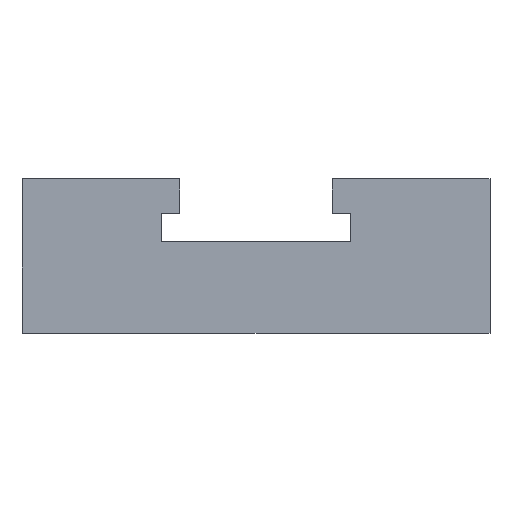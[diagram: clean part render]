
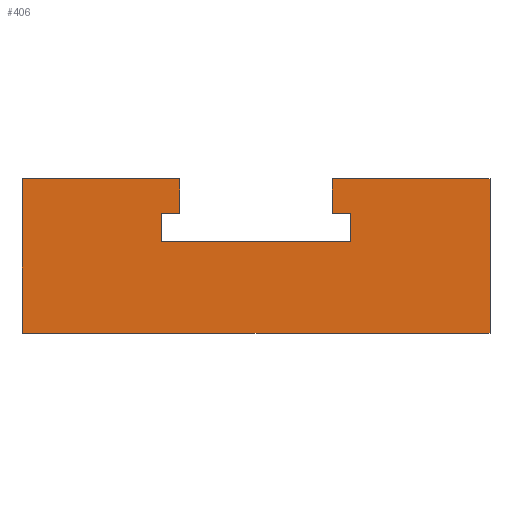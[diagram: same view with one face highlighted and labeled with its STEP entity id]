
A CAD part, top view. The second image highlights one B-rep face of the part: STEP entity #406.
In plain terms, the highlighted planar face has unit normal (0, 0, 1).
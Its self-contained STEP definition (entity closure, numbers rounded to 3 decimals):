
#324=AXIS2_PLACEMENT_3D('Plane Axis2P3D',#321,#322,#323) ;
#100=CARTESIAN_POINT('Vertex',(20.,6.6,2.08)) ;
#103=CARTESIAN_POINT('Line Origine',(20.,3.3,2.08)) ;
#107=CARTESIAN_POINT('Vertex',(20.,0.,2.08)) ;
#230=CARTESIAN_POINT('Vertex',(0.,0.,2.08)) ;
#233=CARTESIAN_POINT('Line Origine',(0.,3.3,2.08)) ;
#237=CARTESIAN_POINT('Vertex',(0.,6.6,2.08)) ;
#321=CARTESIAN_POINT('Axis2P3D Location',(10.,3.5,2.08)) ;
#326=CARTESIAN_POINT('Line Origine',(3.375,6.6,2.08)) ;
#330=CARTESIAN_POINT('Vertex',(6.75,6.6,2.08)) ;
#333=CARTESIAN_POINT('Line Origine',(10.,0.,2.08)) ;
#338=CARTESIAN_POINT('Line Origine',(16.625,6.6,2.08)) ;
#342=CARTESIAN_POINT('Vertex',(13.25,6.6,2.08)) ;
#345=CARTESIAN_POINT('Line Origine',(13.25,5.856,2.08)) ;
#349=CARTESIAN_POINT('Vertex',(13.25,5.113,2.08)) ;
#352=CARTESIAN_POINT('Line Origine',(13.65,5.113,2.08)) ;
#356=CARTESIAN_POINT('Vertex',(14.05,5.113,2.08)) ;
#359=CARTESIAN_POINT('Line Origine',(14.05,4.524,2.08)) ;
#363=CARTESIAN_POINT('Vertex',(14.05,3.935,2.08)) ;
#366=CARTESIAN_POINT('Line Origine',(10.,3.935,2.08)) ;
#370=CARTESIAN_POINT('Vertex',(5.95,3.935,2.08)) ;
#373=CARTESIAN_POINT('Line Origine',(5.95,4.524,2.08)) ;
#377=CARTESIAN_POINT('Vertex',(5.95,5.113,2.08)) ;
#380=CARTESIAN_POINT('Line Origine',(6.35,5.113,2.08)) ;
#384=CARTESIAN_POINT('Vertex',(6.75,5.113,2.08)) ;
#387=CARTESIAN_POINT('Line Origine',(6.75,5.856,2.08)) ;
#104=DIRECTION('Vector Direction',(0.,-1.,0.)) ;
#234=DIRECTION('Vector Direction',(0.,1.,0.)) ;
#322=DIRECTION('Axis2P3D Direction',(0.,0.,1.)) ;
#323=DIRECTION('Axis2P3D XDirection',(0.,-1.,0.)) ;
#327=DIRECTION('Vector Direction',(-1.,0.,0.)) ;
#334=DIRECTION('Vector Direction',(1.,0.,0.)) ;
#339=DIRECTION('Vector Direction',(-1.,0.,0.)) ;
#346=DIRECTION('Vector Direction',(0.,-1.,0.)) ;
#353=DIRECTION('Vector Direction',(1.,0.,0.)) ;
#360=DIRECTION('Vector Direction',(0.,1.,0.)) ;
#367=DIRECTION('Vector Direction',(-1.,0.,0.)) ;
#374=DIRECTION('Vector Direction',(0.,-1.,0.)) ;
#381=DIRECTION('Vector Direction',(1.,0.,0.)) ;
#388=DIRECTION('Vector Direction',(0.,1.,0.)) ;
#105=VECTOR('Line Direction',#104,1.) ;
#235=VECTOR('Line Direction',#234,1.) ;
#328=VECTOR('Line Direction',#327,1.) ;
#335=VECTOR('Line Direction',#334,1.) ;
#340=VECTOR('Line Direction',#339,1.) ;
#347=VECTOR('Line Direction',#346,1.) ;
#354=VECTOR('Line Direction',#353,1.) ;
#361=VECTOR('Line Direction',#360,1.) ;
#368=VECTOR('Line Direction',#367,1.) ;
#375=VECTOR('Line Direction',#374,1.) ;
#382=VECTOR('Line Direction',#381,1.) ;
#389=VECTOR('Line Direction',#388,1.) ;
#393=ORIENTED_EDGE('',*,*,#332,.T.) ;
#394=ORIENTED_EDGE('',*,*,#239,.T.) ;
#395=ORIENTED_EDGE('',*,*,#337,.T.) ;
#396=ORIENTED_EDGE('',*,*,#109,.T.) ;
#397=ORIENTED_EDGE('',*,*,#344,.T.) ;
#398=ORIENTED_EDGE('',*,*,#351,.F.) ;
#399=ORIENTED_EDGE('',*,*,#358,.F.) ;
#400=ORIENTED_EDGE('',*,*,#365,.F.) ;
#401=ORIENTED_EDGE('',*,*,#372,.F.) ;
#402=ORIENTED_EDGE('',*,*,#379,.F.) ;
#403=ORIENTED_EDGE('',*,*,#386,.F.) ;
#404=ORIENTED_EDGE('',*,*,#391,.F.) ;
#406=ADVANCED_FACE('S3D - gedreht',(#405),#325,.T.) ;
#109=EDGE_CURVE('',#108,#101,#106,.F.) ;
#239=EDGE_CURVE('',#238,#231,#236,.F.) ;
#332=EDGE_CURVE('',#331,#238,#329,.T.) ;
#337=EDGE_CURVE('',#231,#108,#336,.T.) ;
#344=EDGE_CURVE('',#101,#343,#341,.T.) ;
#351=EDGE_CURVE('',#350,#343,#348,.F.) ;
#358=EDGE_CURVE('',#357,#350,#355,.F.) ;
#365=EDGE_CURVE('',#364,#357,#362,.T.) ;
#372=EDGE_CURVE('',#371,#364,#369,.F.) ;
#379=EDGE_CURVE('',#378,#371,#376,.T.) ;
#386=EDGE_CURVE('',#385,#378,#383,.F.) ;
#391=EDGE_CURVE('',#331,#385,#390,.F.) ;
#392=EDGE_LOOP('',(#393,#394,#395,#396,#397,#398,#399,#400,#401,#402,#403,#404)) ;
#405=FACE_OUTER_BOUND('',#392,.T.) ;
#106=LINE('Line',#103,#105) ;
#236=LINE('Line',#233,#235) ;
#329=LINE('Line',#326,#328) ;
#336=LINE('Line',#333,#335) ;
#341=LINE('Line',#338,#340) ;
#348=LINE('Line',#345,#347) ;
#355=LINE('Line',#352,#354) ;
#362=LINE('Line',#359,#361) ;
#369=LINE('Line',#366,#368) ;
#376=LINE('Line',#373,#375) ;
#383=LINE('Line',#380,#382) ;
#390=LINE('Line',#387,#389) ;
#325=PLANE('',#324) ;
#101=VERTEX_POINT('',#100) ;
#108=VERTEX_POINT('',#107) ;
#231=VERTEX_POINT('',#230) ;
#238=VERTEX_POINT('',#237) ;
#331=VERTEX_POINT('',#330) ;
#343=VERTEX_POINT('',#342) ;
#350=VERTEX_POINT('',#349) ;
#357=VERTEX_POINT('',#356) ;
#364=VERTEX_POINT('',#363) ;
#371=VERTEX_POINT('',#370) ;
#378=VERTEX_POINT('',#377) ;
#385=VERTEX_POINT('',#384) ;
